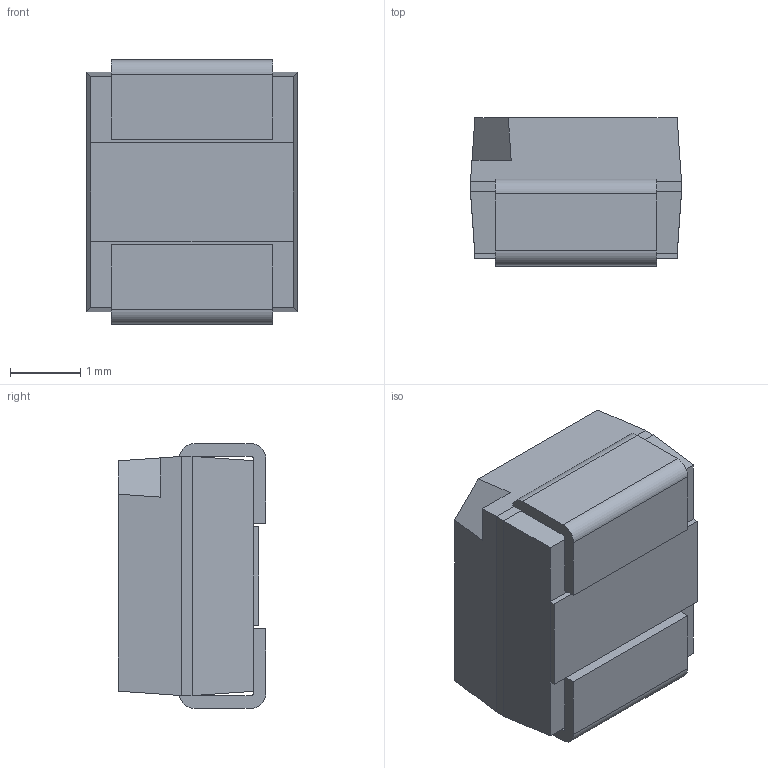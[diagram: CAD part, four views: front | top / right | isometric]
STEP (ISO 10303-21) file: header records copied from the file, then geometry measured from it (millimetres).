
FILE_DESCRIPTION (( 'STEP AP214' ), '1' );
FILE_NAME ('User Library-SFH320.STEP', '2021-11-13T16:57:26', ( '' ), ( '' ), 'SwSTEP 2.0', 'SolidWorks 2021', '' );
FILE_SCHEMA (( 'AUTOMOTIVE_DESIGN' ));
Length unit declared in the file: millimetre
Products named in the file (5): User Library-SFH320; Imported_2; Imported; Imported_3; Imported_4
Assembly tree (4 placements, depth 2):
  User Library-SFH320
    Imported
    Imported_2
    Imported_3
    Imported_4
Bounding box: 3 x 2.1 x 3.76 mm (x, y, z)
Volume: 20.9 mm3; surface area: 81.9 mm2
Topology: 5 solids, 5 shells, 59 faces, 132 edges, 84 vertices
Faces by surface type: plane 47, cylinder 8, cone 4
Entity records: 2470 total; most frequent: DIRECTION 288, CARTESIAN_POINT 282, ORIENTED_EDGE 264, EDGE_CURVE 132, VECTOR 108, LINE 108, AXIS2_PLACEMENT_3D 90, VERTEX_POINT 84
